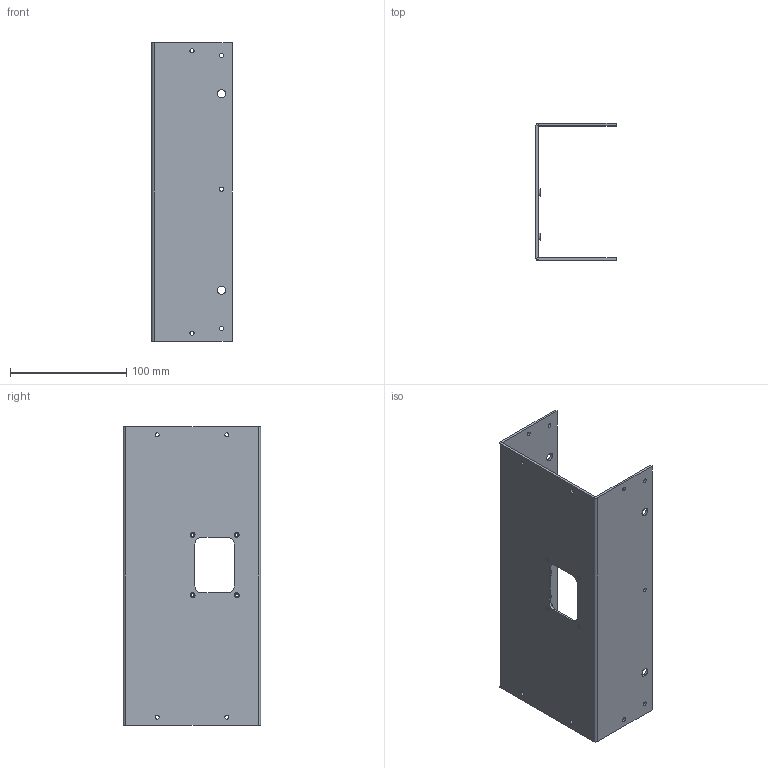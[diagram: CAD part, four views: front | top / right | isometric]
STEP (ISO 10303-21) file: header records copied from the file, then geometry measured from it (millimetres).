
FILE_DESCRIPTION (( 'STEP AP214' ), '1' );
FILE_NAME ('DTACQSHELL(C).STEP', '2021-10-28T11:15:03', ( ' ' ), ( '' ), 'SwSTEP 2.0', 'SolidWorks 2011', '' );
FILE_SCHEMA (( 'AUTOMOTIVE_DESIGN' ));
Length unit declared in the file: millimetre
Products named in the file (3): DTACQSHELL; CLSM3-2; DTACQSHELL(C)
Assembly tree (5 placements, depth 2):
  DTACQSHELL(C)
    CLSM3-2  x4
    DTACQSHELL
Bounding box: 69 x 118 x 257 mm (x, y, z)
Volume: 120691.3 mm3; surface area: 124360.7 mm2
Topology: 5 solids, 5 shells, 460 faces, 1278 edges, 836 vertices
Faces by surface type: cylinder 390, plane 38, cone 32
Entity records: 7104 total; most frequent: DIRECTION 1160, CARTESIAN_POINT 998, ORIENTED_EDGE 984, EDGE_CURVE 492, AXIS2_PLACEMENT_3D 482, VERTEX_POINT 320, CIRCLE 296, EDGE_LOOP 238
